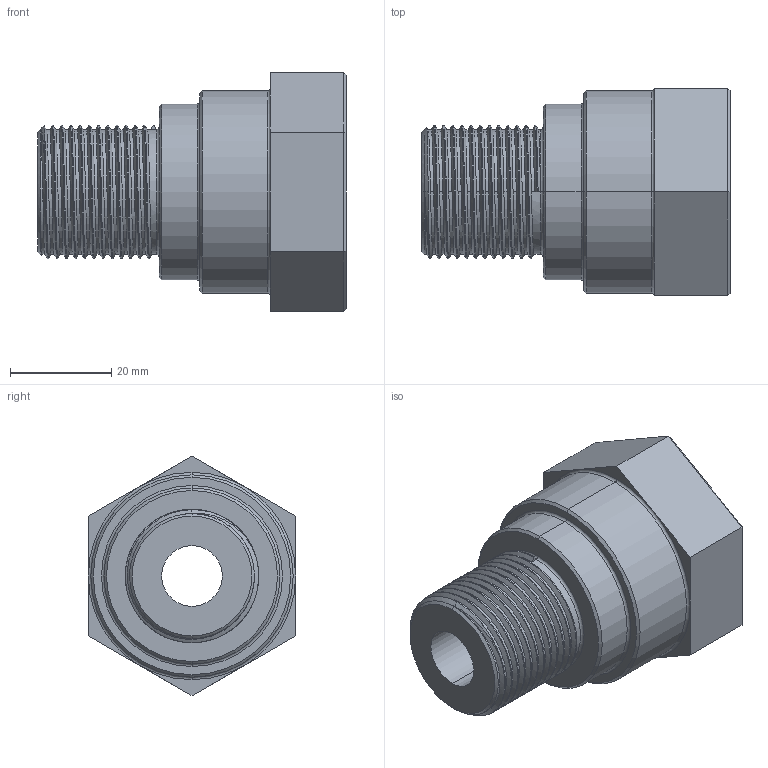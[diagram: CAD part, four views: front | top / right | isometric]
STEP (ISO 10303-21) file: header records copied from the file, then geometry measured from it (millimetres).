
FILE_DESCRIPTION (( 'STEP AP214' ), '1' );
FILE_NAME ('bougie_sfv_G34.STEP', '2023-04-02T12:39:37', ( '' ), ( '' ), 'SwSTEP 2.0', 'SolidWorks 2023', '' );
FILE_SCHEMA (( 'AUTOMOTIVE_DESIGN' ));
Length unit declared in the file: millimetre
Products named in the file (1): bougie_sfv_G34
Bounding box: 61 x 41 x 47.34 mm (x, y, z)
Volume: 39582.4 mm3; surface area: 13794.3 mm2
Topology: 1 solids, 1 shells, 82 faces, 203 edges, 127 vertices
Faces by surface type: cylinder 37, plane 25, cone 8, bspline 6, torus 6
Entity records: 6039 total; most frequent: CARTESIAN_POINT 4246, ORIENTED_EDGE 406, DIRECTION 335, EDGE_CURVE 203, AXIS2_PLACEMENT_3D 127, VERTEX_POINT 127, EDGE_LOOP 88, ADVANCED_FACE 82
